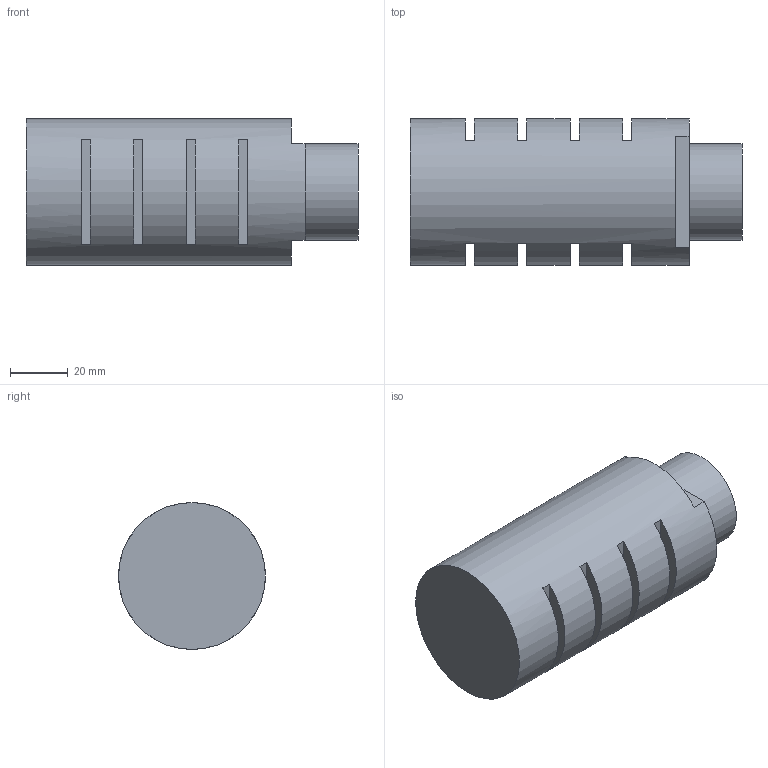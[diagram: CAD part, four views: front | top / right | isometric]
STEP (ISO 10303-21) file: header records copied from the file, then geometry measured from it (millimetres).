
FILE_DESCRIPTION(/* description */ (''),/* implementation_level */ '2;1');
FILE_NAME(/* name */ '3907.stp',/* time_stamp */ '2019-06-19T11:06:40-04:00',/* author */ ('Adam Laub'),/* organization */ (''),/* preprocessor_version */ 'ST-DEVELOPER v18',/* originating_system */ 'Autodesk Inventor 2020',/* authorisation */ '');
FILE_SCHEMA (('AUTOMOTIVE_DESIGN { 1 0 10303 214 3 1 1 }'));
Length unit declared in the file: inch
Products named in the file (1): 3907 3D
Bounding box: 114.81 x 50.8 x 50.8 mm (x, y, z)
Volume: 193568.4 mm3; surface area: 25873.7 mm2
Topology: 1 solids, 1 shells, 36 faces, 91 edges, 61 vertices
Faces by surface type: plane 32, cylinder 3, cone 1
Full cylindrical faces by diameter (mm): 25.4 x1, 33.337 x1, 50.8 x1
Entity records: 1141 total; most frequent: DIRECTION 204, CARTESIAN_POINT 188, ORIENTED_EDGE 180, EDGE_CURVE 90, AXIS2_PLACEMENT_3D 77, VERTEX_POINT 61, LINE 50, VECTOR 50
